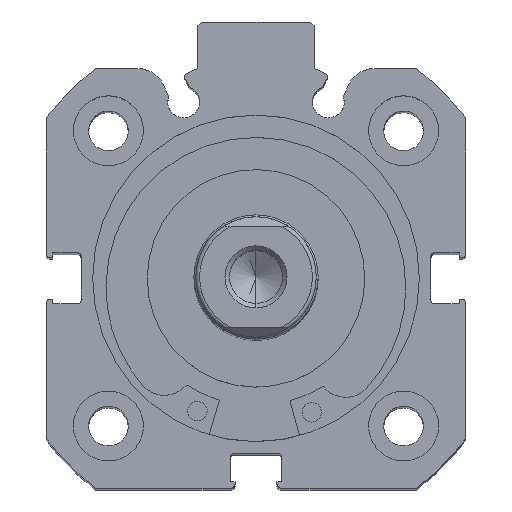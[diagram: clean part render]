
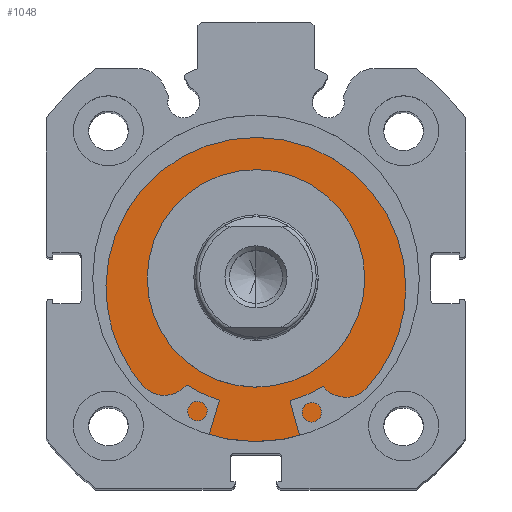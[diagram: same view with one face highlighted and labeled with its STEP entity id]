
A CAD part, top view. The second image highlights one B-rep face of the part: STEP entity #1048.
In plain terms, the highlighted face is planar.
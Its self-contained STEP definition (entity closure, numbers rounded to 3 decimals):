
#403 = DIRECTION ( 'NONE',  ( 0., 0., -1. ) ) ;
#404 = DIRECTION ( 'NONE',  ( 1., 0., 0. ) ) ;
#406 = PLANE ( 'NONE',  #4284 ) ;
#407 = CARTESIAN_POINT ( 'NONE',  ( 3.5, 21., 0. ) ) ;
#1048 = ADVANCED_FACE ( 'NONE', ( #3947, #3954 ), #406, .F. ) ;
#1834 = EDGE_CURVE ( 'NONE', #2975, #2937, #6570, .T. ) ;
#1845 = EDGE_CURVE ( 'NONE', #2937, #2975, #6586, .T. ) ;
#1871 = EDGE_CURVE ( 'NONE', #2822, #2831, #6616, .T. ) ;
#1875 = EDGE_CURVE ( 'NONE', #2831, #2822, #6618, .T. ) ;
#2469 = EDGE_LOOP ( 'NONE', ( #3630, #3596 ) ) ;
#2582 = EDGE_LOOP ( 'NONE', ( #3609, #3618 ) ) ;
#2822 = VERTEX_POINT ( 'NONE', #7190 ) ;
#2831 = VERTEX_POINT ( 'NONE', #7199 ) ;
#2937 = VERTEX_POINT ( 'NONE', #7305 ) ;
#2975 = VERTEX_POINT ( 'NONE', #7343 ) ;
#3596 = ORIENTED_EDGE ( 'NONE', *, *, #1875, .T. ) ;
#3609 = ORIENTED_EDGE ( 'NONE', *, *, #1834, .F. ) ;
#3618 = ORIENTED_EDGE ( 'NONE', *, *, #1845, .F. ) ;
#3630 = ORIENTED_EDGE ( 'NONE', *, *, #1871, .T. ) ;
#3947 = FACE_BOUND ( 'NONE', #2582, .T. ) ;
#3954 = FACE_OUTER_BOUND ( 'NONE', #2469, .T. ) ;
#4284 = AXIS2_PLACEMENT_3D ( 'NONE', #407, #404, #403 ) ;
#4642 = AXIS2_PLACEMENT_3D ( 'NONE', #7004, #7013, #7014 ) ;
#4647 = AXIS2_PLACEMENT_3D ( 'NONE', #7034, #7040, #7041 ) ;
#4658 = AXIS2_PLACEMENT_3D ( 'NONE', #7093, #7097, #7098 ) ;
#4661 = AXIS2_PLACEMENT_3D ( 'NONE', #7100, #7104, #7105 ) ;
#6570 = CIRCLE ( 'NONE', #4642, 14. ) ;
#6586 = CIRCLE ( 'NONE', #4647, 14. ) ;
#6616 = CIRCLE ( 'NONE', #4658, 21. ) ;
#6618 = CIRCLE ( 'NONE', #4661, 21. ) ;
#7004 = CARTESIAN_POINT ( 'NONE',  ( 3.5, 0., 0. ) ) ;
#7013 = DIRECTION ( 'NONE',  ( -1., 0., 0. ) ) ;
#7014 = DIRECTION ( 'NONE',  ( 0., 0., 1. ) ) ;
#7034 = CARTESIAN_POINT ( 'NONE',  ( 3.5, 0., 0. ) ) ;
#7040 = DIRECTION ( 'NONE',  ( -1., 0., 0. ) ) ;
#7041 = DIRECTION ( 'NONE',  ( 0., 0., 1. ) ) ;
#7093 = CARTESIAN_POINT ( 'NONE',  ( 3.5, 0., 0. ) ) ;
#7097 = DIRECTION ( 'NONE',  ( -1., 0., 0. ) ) ;
#7098 = DIRECTION ( 'NONE',  ( 0., 0., 1. ) ) ;
#7100 = CARTESIAN_POINT ( 'NONE',  ( 3.5, 0., 0. ) ) ;
#7104 = DIRECTION ( 'NONE',  ( -1., 0., 0. ) ) ;
#7105 = DIRECTION ( 'NONE',  ( 0., 0., 1. ) ) ;
#7190 = CARTESIAN_POINT ( 'NONE',  ( 3.5, 0., 21. ) ) ;
#7199 = CARTESIAN_POINT ( 'NONE',  ( 3.5, 0., -21. ) ) ;
#7305 = CARTESIAN_POINT ( 'NONE',  ( 3.5, 0., -14. ) ) ;
#7343 = CARTESIAN_POINT ( 'NONE',  ( 3.5, 0., 14. ) ) ;
